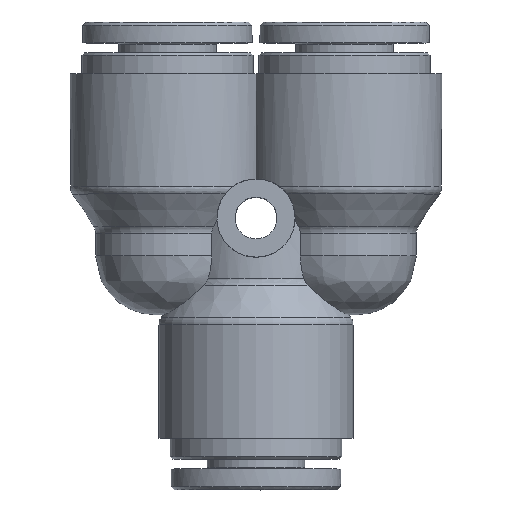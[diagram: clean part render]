
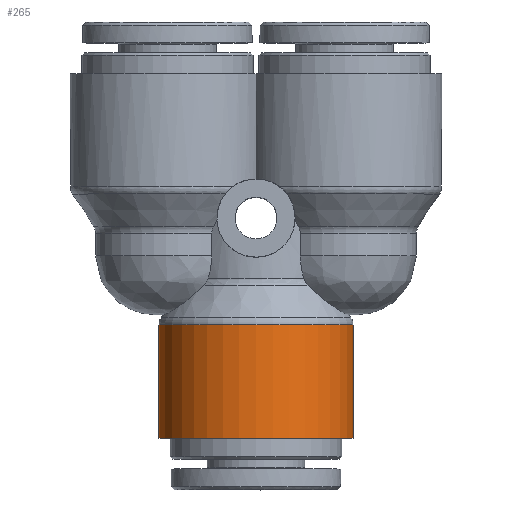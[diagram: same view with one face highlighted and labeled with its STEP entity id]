
A CAD part, top view. The second image highlights one B-rep face of the part: STEP entity #265.
In plain terms, the highlighted cylindrical face has radius 7.45 mm (diameter 14.9 mm), a full revolution.
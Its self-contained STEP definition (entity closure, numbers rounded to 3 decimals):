
#123=CARTESIAN_POINT('',(7.45,-8.196,0.));
#124=VERTEX_POINT('',#123);
#125=CARTESIAN_POINT('',(0.,-8.196,0.0));
#126=DIRECTION('',(0.0,1.0,0.0));
#127=DIRECTION('',(-1.0,0.0,0.0));
#128=AXIS2_PLACEMENT_3D('',#125,#126,#127);
#129=CIRCLE('',#128,7.45);
#130=EDGE_CURVE('',#124,#124,#129,.T.);
#246=CARTESIAN_POINT('',(0.,-12.4,0.0));
#247=DIRECTION('',(0.,-1.0,0.0));
#248=DIRECTION('',(1.0,0.0,0.0));
#249=AXIS2_PLACEMENT_3D('',#246,#247,#248);
#250=CYLINDRICAL_SURFACE('',#249,7.45);
#251=CARTESIAN_POINT('',(7.45,-16.9,0.0));
#252=VERTEX_POINT('',#251);
#253=CARTESIAN_POINT('',(0.,-16.9,0.0));
#254=DIRECTION('',(0.0,-1.0,0.0));
#255=DIRECTION('',(1.0,0.0,0.0));
#256=AXIS2_PLACEMENT_3D('',#253,#254,#255);
#257=CIRCLE('',#256,7.45);
#258=EDGE_CURVE('',#252,#252,#257,.T.);
#259=ORIENTED_EDGE('',*,*,#258,.F.);
#260=EDGE_LOOP('',(#259));
#261=FACE_OUTER_BOUND('',#260,.T.);
#262=ORIENTED_EDGE('',*,*,#130,.F.);
#263=EDGE_LOOP('',(#262));
#264=FACE_BOUND('',#263,.T.);
#265=ADVANCED_FACE('',(#261,#264),#250,.T.);
